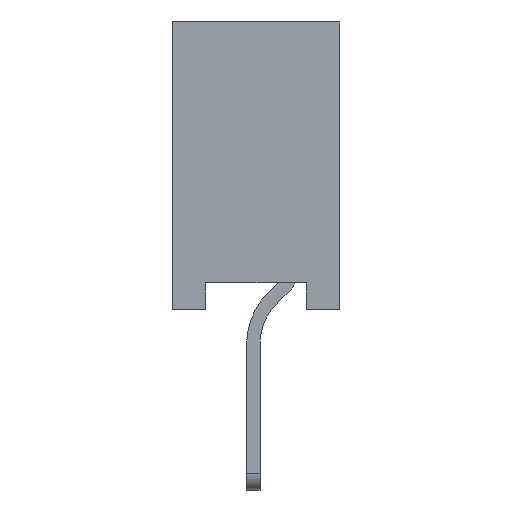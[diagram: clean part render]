
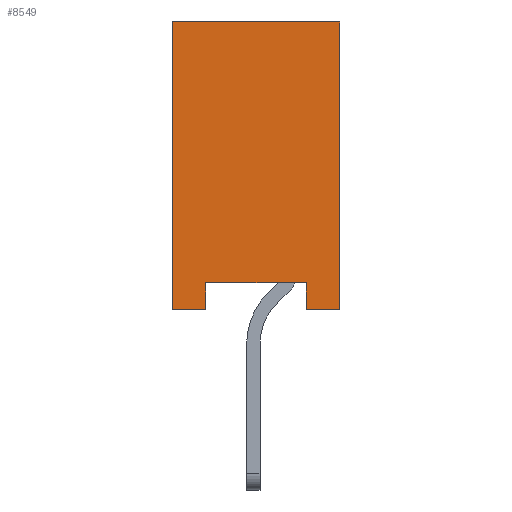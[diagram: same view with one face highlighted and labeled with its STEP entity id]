
A CAD part, left-side view. The second image highlights one B-rep face of the part: STEP entity #8549.
In plain terms, the highlighted planar face has unit normal (-1, 0, 0).
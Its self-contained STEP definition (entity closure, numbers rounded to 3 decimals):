
#257=ORIENTED_EDGE('',*,*,#2725,.F.);
#258=ORIENTED_EDGE('',*,*,#2726,.F.);
#259=ORIENTED_EDGE('',*,*,#2727,.F.);
#260=ORIENTED_EDGE('',*,*,#2724,.F.);
#261=ORIENTED_EDGE('',*,*,#2728,.F.);
#262=ORIENTED_EDGE('',*,*,#2729,.T.);
#263=ORIENTED_EDGE('',*,*,#2730,.T.);
#264=ORIENTED_EDGE('',*,*,#2731,.F.);
#2724=EDGE_CURVE('',#3958,#3956,#4734,.T.);
#2725=EDGE_CURVE('',#3959,#3960,#4735,.T.);
#2726=EDGE_CURVE('',#3961,#3959,#4736,.T.);
#2727=EDGE_CURVE('',#3956,#3961,#4737,.T.);
#2728=EDGE_CURVE('',#3962,#3958,#4738,.T.);
#2729=EDGE_CURVE('',#3962,#3963,#4739,.T.);
#2730=EDGE_CURVE('',#3963,#3964,#4740,.T.);
#2731=EDGE_CURVE('',#3960,#3964,#4741,.T.);
#3956=VERTEX_POINT('',#11858);
#3958=VERTEX_POINT('',#11862);
#3959=VERTEX_POINT('',#11866);
#3960=VERTEX_POINT('',#11867);
#3961=VERTEX_POINT('',#11869);
#3962=VERTEX_POINT('',#11872);
#3963=VERTEX_POINT('',#11874);
#3964=VERTEX_POINT('',#11876);
#4734=LINE('',#11863,#5902);
#4735=LINE('',#11865,#5903);
#4736=LINE('',#11868,#5904);
#4737=LINE('',#11870,#5905);
#4738=LINE('',#11871,#5906);
#4739=LINE('',#11873,#5907);
#4740=LINE('',#11875,#5908);
#4741=LINE('',#11877,#5909);
#5902=VECTOR('',#9593,1000.);
#5903=VECTOR('',#9596,1000.);
#5904=VECTOR('',#9597,1000.);
#5905=VECTOR('',#9598,1000.);
#5906=VECTOR('',#9599,1000.);
#5907=VECTOR('',#9600,1000.);
#5908=VECTOR('',#9601,1000.);
#5909=VECTOR('',#9602,1000.);
#7068=EDGE_LOOP('',(#257,#258,#259,#260,#261,#262,#263,#264));
#7594=FACE_BOUND('',#7068,.T.);
#8120=PLANE('',#9038);
#8549=ADVANCED_FACE('',(#7594),#8120,.F.);
#9038=AXIS2_PLACEMENT_3D('',#11864,#9594,#9595);
#9593=DIRECTION('',(0.,1.,0.));
#9594=DIRECTION('',(1.,0.,0.));
#9595=DIRECTION('',(0.,0.,-1.));
#9596=DIRECTION('',(0.,0.,-1.));
#9597=DIRECTION('',(0.,1.,0.));
#9598=DIRECTION('',(0.,0.,1.));
#9599=DIRECTION('',(0.,0.,-1.));
#9600=DIRECTION('',(0.,1.,0.));
#9601=DIRECTION('',(0.,0.,-1.));
#9602=DIRECTION('',(0.,1.,0.));
#11858=CARTESIAN_POINT('',(-32.25,-0.75,-2.15));
#11862=CARTESIAN_POINT('',(-32.25,-1.25,-2.15));
#11863=CARTESIAN_POINT('',(-32.25,-1.25,-2.15));
#11864=CARTESIAN_POINT('',(-32.25,-1.25,2.15));
#11865=CARTESIAN_POINT('',(-32.25,0.75,-1.75));
#11866=CARTESIAN_POINT('',(-32.25,0.75,-1.75));
#11867=CARTESIAN_POINT('',(-32.25,0.75,-2.15));
#11868=CARTESIAN_POINT('',(-32.25,-0.75,-1.75));
#11869=CARTESIAN_POINT('',(-32.25,-0.75,-1.75));
#11870=CARTESIAN_POINT('',(-32.25,-0.75,-2.15));
#11871=CARTESIAN_POINT('',(-32.25,-1.25,2.15));
#11872=CARTESIAN_POINT('',(-32.25,-1.25,2.15));
#11873=CARTESIAN_POINT('',(-32.25,-1.25,2.15));
#11874=CARTESIAN_POINT('',(-32.25,1.25,2.15));
#11875=CARTESIAN_POINT('',(-32.25,1.25,2.15));
#11876=CARTESIAN_POINT('',(-32.25,1.25,-2.15));
#11877=CARTESIAN_POINT('',(-32.25,-1.25,-2.15));
